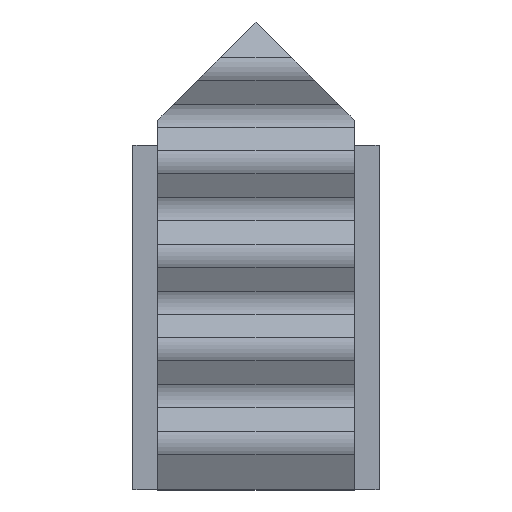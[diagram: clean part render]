
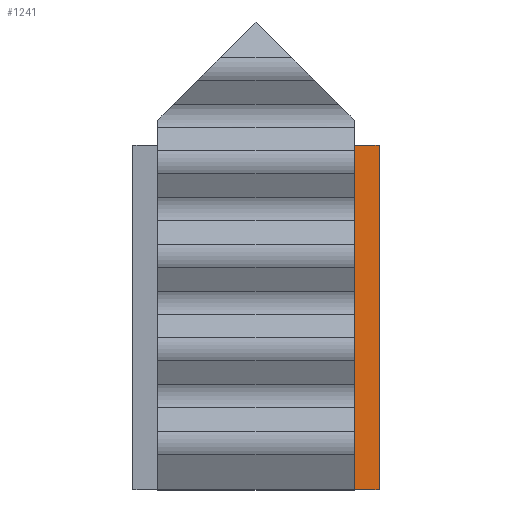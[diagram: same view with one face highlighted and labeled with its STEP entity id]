
A CAD part, top view. The second image highlights one B-rep face of the part: STEP entity #1241.
In plain terms, the highlighted planar face has unit normal (0, 0, 1).
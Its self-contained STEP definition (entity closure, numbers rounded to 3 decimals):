
#32 = PLANE('',#33);
#33 = AXIS2_PLACEMENT_3D('',#34,#35,#36);
#34 = CARTESIAN_POINT('',(4.,0.,0.));
#35 = DIRECTION('',(1.,0.,0.));
#36 = DIRECTION('',(0.,-1.,0.));
#151 = PLANE('',#152);
#152 = AXIS2_PLACEMENT_3D('',#153,#154,#155);
#153 = CARTESIAN_POINT('',(0.,0.,0.));
#154 = DIRECTION('',(0.,-1.,0.));
#155 = DIRECTION('',(0.,0.,-1.));
#192 = VERTEX_POINT('',#193);
#193 = CARTESIAN_POINT('',(4.,14.,3.4));
#207 = PLANE('',#208);
#208 = AXIS2_PLACEMENT_3D('',#209,#210,#211);
#209 = CARTESIAN_POINT('',(4.,14.,2.4));
#210 = DIRECTION('',(0.,1.,0.));
#211 = DIRECTION('',(0.,0.,-1.));
#219 = EDGE_CURVE('',#192,#220,#222,.T.);
#220 = VERTEX_POINT('',#221);
#221 = CARTESIAN_POINT('',(4.,0.,3.4));
#222 = SURFACE_CURVE('',#223,(#227,#234),.PCURVE_S1.);
#223 = LINE('',#224,#225);
#224 = CARTESIAN_POINT('',(4.,14.,3.4));
#225 = VECTOR('',#226,1.);
#226 = DIRECTION('',(0.,-1.,0.));
#227 = PCURVE('',#32,#228);
#228 = DEFINITIONAL_REPRESENTATION('',(#229),#233);
#229 = LINE('',#230,#231);
#230 = CARTESIAN_POINT('',(-14.,-3.4));
#231 = VECTOR('',#232,1.);
#232 = DIRECTION('',(1.,-0.));
#233 = ( GEOMETRIC_REPRESENTATION_CONTEXT(2) 
PARAMETRIC_REPRESENTATION_CONTEXT() REPRESENTATION_CONTEXT('2D SPACE',''
  ) );
#234 = PCURVE('',#235,#240);
#235 = PLANE('',#236);
#236 = AXIS2_PLACEMENT_3D('',#237,#238,#239);
#237 = CARTESIAN_POINT('',(4.,14.,3.4));
#238 = DIRECTION('',(0.,0.,1.));
#239 = DIRECTION('',(0.,1.,0.));
#240 = DEFINITIONAL_REPRESENTATION('',(#241),#245);
#241 = LINE('',#242,#243);
#242 = CARTESIAN_POINT('',(-0.,0.));
#243 = VECTOR('',#244,1.);
#244 = DIRECTION('',(-1.,0.));
#245 = ( GEOMETRIC_REPRESENTATION_CONTEXT(2) 
PARAMETRIC_REPRESENTATION_CONTEXT() REPRESENTATION_CONTEXT('2D SPACE',''
  ) );
#1159 = PLANE('',#1160);
#1160 = AXIS2_PLACEMENT_3D('',#1161,#1162,#1163);
#1161 = CARTESIAN_POINT('',(5.,14.,3.4));
#1162 = DIRECTION('',(1.,0.,0.));
#1163 = DIRECTION('',(0.,0.,1.));
#1198 = VERTEX_POINT('',#1199);
#1199 = CARTESIAN_POINT('',(5.,14.,3.4));
#1220 = EDGE_CURVE('',#192,#1198,#1221,.T.);
#1221 = SURFACE_CURVE('',#1222,(#1226,#1233),.PCURVE_S1.);
#1222 = LINE('',#1223,#1224);
#1223 = CARTESIAN_POINT('',(4.,14.,3.4));
#1224 = VECTOR('',#1225,1.);
#1225 = DIRECTION('',(1.,0.,0.));
#1226 = PCURVE('',#207,#1227);
#1227 = DEFINITIONAL_REPRESENTATION('',(#1228),#1232);
#1228 = LINE('',#1229,#1230);
#1229 = CARTESIAN_POINT('',(-1.,-0.));
#1230 = VECTOR('',#1231,1.);
#1231 = DIRECTION('',(-0.,-1.));
#1232 = ( GEOMETRIC_REPRESENTATION_CONTEXT(2) 
PARAMETRIC_REPRESENTATION_CONTEXT() REPRESENTATION_CONTEXT('2D SPACE',''
  ) );
#1233 = PCURVE('',#235,#1234);
#1234 = DEFINITIONAL_REPRESENTATION('',(#1235),#1239);
#1235 = LINE('',#1236,#1237);
#1236 = CARTESIAN_POINT('',(-0.,-0.));
#1237 = VECTOR('',#1238,1.);
#1238 = DIRECTION('',(-0.,-1.));
#1239 = ( GEOMETRIC_REPRESENTATION_CONTEXT(2) 
PARAMETRIC_REPRESENTATION_CONTEXT() REPRESENTATION_CONTEXT('2D SPACE',''
  ) );
#1241 = ADVANCED_FACE('',(#1242),#235,.T.);
#1242 = FACE_BOUND('',#1243,.F.);
#1243 = EDGE_LOOP('',(#1244,#1245,#1268,#1289));
#1244 = ORIENTED_EDGE('',*,*,#1220,.T.);
#1245 = ORIENTED_EDGE('',*,*,#1246,.T.);
#1246 = EDGE_CURVE('',#1198,#1247,#1249,.T.);
#1247 = VERTEX_POINT('',#1248);
#1248 = CARTESIAN_POINT('',(5.,0.,3.4));
#1249 = SURFACE_CURVE('',#1250,(#1254,#1261),.PCURVE_S1.);
#1250 = LINE('',#1251,#1252);
#1251 = CARTESIAN_POINT('',(5.,14.,3.4));
#1252 = VECTOR('',#1253,1.);
#1253 = DIRECTION('',(0.,-1.,0.));
#1254 = PCURVE('',#235,#1255);
#1255 = DEFINITIONAL_REPRESENTATION('',(#1256),#1260);
#1256 = LINE('',#1257,#1258);
#1257 = CARTESIAN_POINT('',(-0.,-1.));
#1258 = VECTOR('',#1259,1.);
#1259 = DIRECTION('',(-1.,0.));
#1260 = ( GEOMETRIC_REPRESENTATION_CONTEXT(2) 
PARAMETRIC_REPRESENTATION_CONTEXT() REPRESENTATION_CONTEXT('2D SPACE',''
  ) );
#1261 = PCURVE('',#1159,#1262);
#1262 = DEFINITIONAL_REPRESENTATION('',(#1263),#1267);
#1263 = LINE('',#1264,#1265);
#1264 = CARTESIAN_POINT('',(-0.,0.));
#1265 = VECTOR('',#1266,1.);
#1266 = DIRECTION('',(-0.,1.));
#1267 = ( GEOMETRIC_REPRESENTATION_CONTEXT(2) 
PARAMETRIC_REPRESENTATION_CONTEXT() REPRESENTATION_CONTEXT('2D SPACE',''
  ) );
#1268 = ORIENTED_EDGE('',*,*,#1269,.F.);
#1269 = EDGE_CURVE('',#220,#1247,#1270,.T.);
#1270 = SURFACE_CURVE('',#1271,(#1275,#1282),.PCURVE_S1.);
#1271 = LINE('',#1272,#1273);
#1272 = CARTESIAN_POINT('',(4.,0.,3.4));
#1273 = VECTOR('',#1274,1.);
#1274 = DIRECTION('',(1.,0.,0.));
#1275 = PCURVE('',#235,#1276);
#1276 = DEFINITIONAL_REPRESENTATION('',(#1277),#1281);
#1277 = LINE('',#1278,#1279);
#1278 = CARTESIAN_POINT('',(-14.,0.));
#1279 = VECTOR('',#1280,1.);
#1280 = DIRECTION('',(-0.,-1.));
#1281 = ( GEOMETRIC_REPRESENTATION_CONTEXT(2) 
PARAMETRIC_REPRESENTATION_CONTEXT() REPRESENTATION_CONTEXT('2D SPACE',''
  ) );
#1282 = PCURVE('',#151,#1283);
#1283 = DEFINITIONAL_REPRESENTATION('',(#1284),#1288);
#1284 = LINE('',#1285,#1286);
#1285 = CARTESIAN_POINT('',(-3.4,4.));
#1286 = VECTOR('',#1287,1.);
#1287 = DIRECTION('',(0.,1.));
#1288 = ( GEOMETRIC_REPRESENTATION_CONTEXT(2) 
PARAMETRIC_REPRESENTATION_CONTEXT() REPRESENTATION_CONTEXT('2D SPACE',''
  ) );
#1289 = ORIENTED_EDGE('',*,*,#219,.F.);
